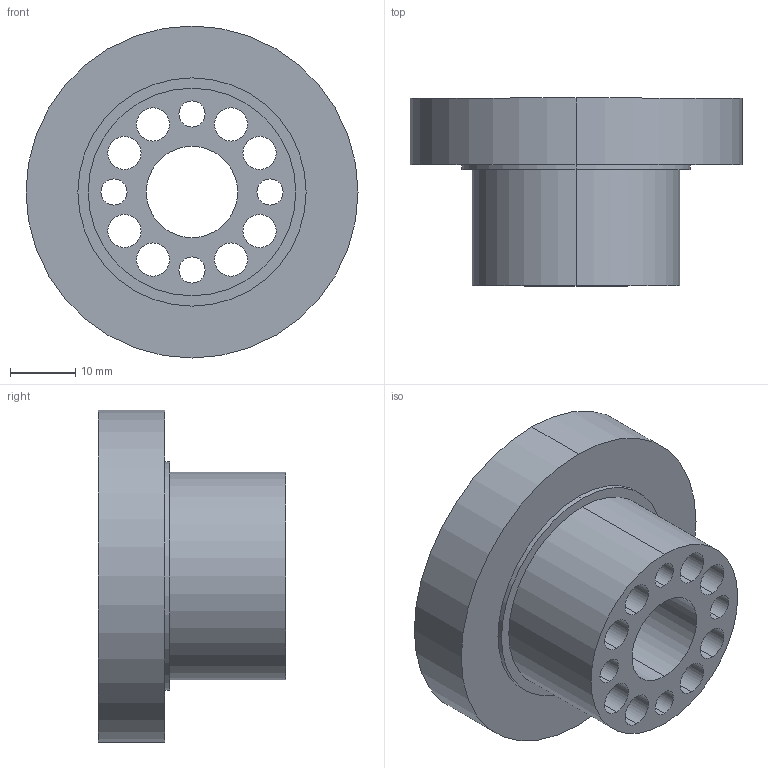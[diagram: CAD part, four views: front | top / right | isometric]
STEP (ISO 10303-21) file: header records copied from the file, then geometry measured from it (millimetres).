
FILE_DESCRIPTION (( 'STEP AP214' ), '1' );
FILE_NAME ('am-3013a 40 Tooth Gear for S&S.STEP', '2016-01-26T14:34:31', ( '' ), ( '' ), 'SwSTEP 2.0', 'SolidWorks 2014', '' );
FILE_SCHEMA (( 'AUTOMOTIVE_DESIGN' ));
Length unit declared in the file: inch
Products named in the file (1): am-3013a 40 Tooth Gear for S&S
Bounding box: 50.8 x 28.7 x 50.8 mm (x, y, z)
Volume: 19202.7 mm3; surface area: 14871.7 mm2
Topology: 1 solids, 1 shells, 49 faces, 122 edges, 80 vertices
Faces by surface type: cylinder 38, plane 7, cone 4
Entity records: 1596 total; most frequent: DIRECTION 302, CARTESIAN_POINT 252, ORIENTED_EDGE 244, AXIS2_PLACEMENT_3D 130, EDGE_CURVE 122, CIRCLE 80, VERTEX_POINT 80, EDGE_LOOP 80
